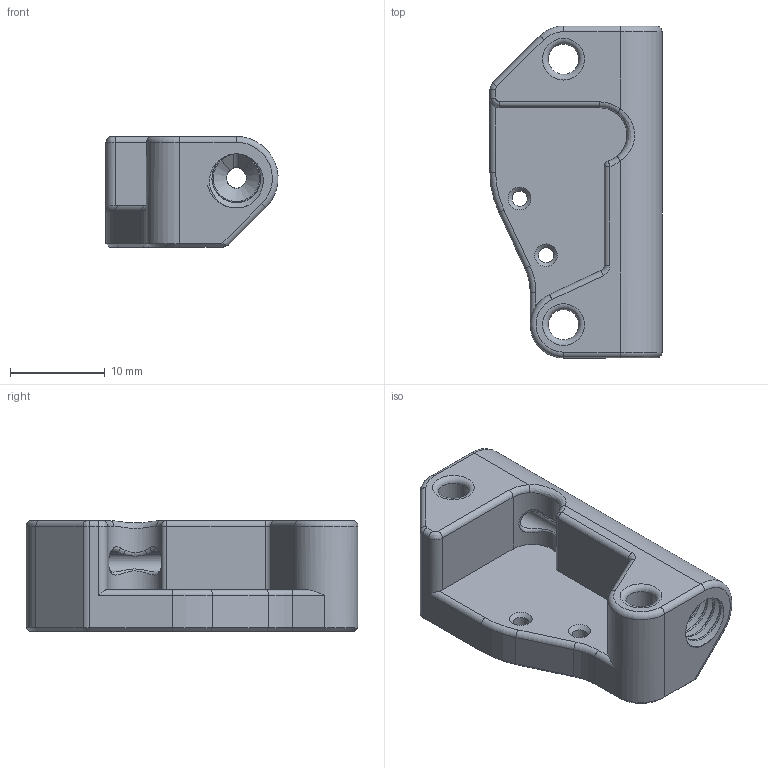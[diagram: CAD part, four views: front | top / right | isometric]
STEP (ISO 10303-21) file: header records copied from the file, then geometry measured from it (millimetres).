
FILE_DESCRIPTION(/* description */ (''),/* implementation_level */ '2;1');
FILE_NAME(/* name */ 'Ace-FRS.step',/* time_stamp */ '2024-01-31T16:21:03+01:00',/* author */ (''),/* organization */ (''),/* preprocessor_version */ 'ST-DEVELOPER v20',/* originating_system */ 'Autodesk Translation Framework v12.20.1.177',/* authorisation */ '');
FILE_SCHEMA (('AUTOMOTIVE_DESIGN { 1 0 10303 214 3 1 1 }'));
Length unit declared in the file: millimetre
Products named in the file (2): Ace-FRS; Ace-House
Assembly tree (1 placements, depth 2):
  Ace-FRS
    Ace-House
Bounding box: 18.14 x 35 x 11.7 mm (x, y, z)
Volume: 3668.1 mm3; surface area: 2770.2 mm2
Topology: 1 solids, 1 shells, 132 faces, 340 edges, 206 vertices
Faces by surface type: cylinder 57, plane 33, bspline 17, cone 13, torus 11, sphere 1
Full cylindrical faces by diameter (mm): 1.6 x2, 3.2 x2, 5.155 x7, 6.267 x10
Entity records: 6992 total; most frequent: CARTESIAN_POINT 3837, ORIENTED_EDGE 676, DIRECTION 617, EDGE_CURVE 338, AXIS2_PLACEMENT_3D 239, VERTEX_POINT 206, EDGE_LOOP 142, LINE 139
